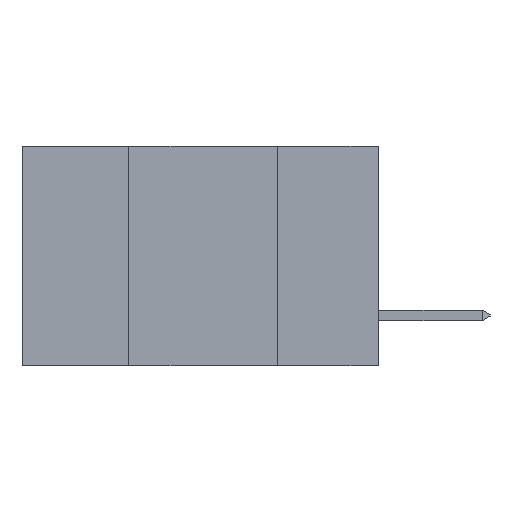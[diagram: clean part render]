
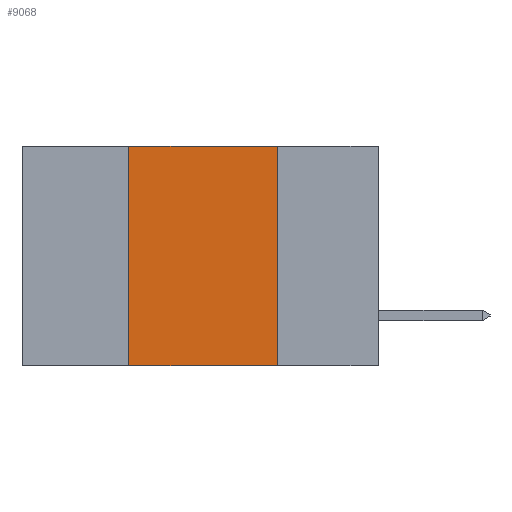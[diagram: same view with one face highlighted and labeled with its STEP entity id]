
A CAD part, left-side view. The second image highlights one B-rep face of the part: STEP entity #9068.
In plain terms, the highlighted planar face has unit normal (-1, 0, 0).
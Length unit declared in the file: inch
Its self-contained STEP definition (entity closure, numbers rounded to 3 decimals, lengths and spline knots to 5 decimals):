
#398 = LINE ( 'NONE', #9735, #8022 ) ;
#769 = VERTEX_POINT ( 'NONE', #1430 ) ;
#822 = ORIENTED_EDGE ( 'NONE', *, *, #5275, .F. ) ;
#1173 = CARTESIAN_POINT ( 'NONE',  ( 0., 0.42, 0. ) ) ;
#1299 = VECTOR ( 'NONE', #7172, 39.37008 ) ;
#1430 = CARTESIAN_POINT ( 'NONE',  ( 0., 0.17, -0.37 ) ) ;
#1580 = PLANE ( 'NONE',  #6919 ) ;
#2024 = VERTEX_POINT ( 'NONE', #1173 ) ;
#2222 = DIRECTION ( 'NONE',  ( 0., -1., 0. ) ) ;
#2378 = DIRECTION ( 'NONE',  ( 0., 0., -1. ) ) ;
#2416 = ORIENTED_EDGE ( 'NONE', *, *, #5622, .F. ) ;
#2428 = LINE ( 'NONE', #7468, #4488 ) ;
#2649 = VECTOR ( 'NONE', #3499, 39.37008 ) ;
#2681 = CARTESIAN_POINT ( 'NONE',  ( 0., 0.17, -0.37 ) ) ;
#3147 = LINE ( 'NONE', #2681, #1299 ) ;
#3462 = CARTESIAN_POINT ( 'NONE',  ( 0., 0.42, -0.37 ) ) ;
#3499 = DIRECTION ( 'NONE',  ( 0., 0., 1. ) ) ;
#3901 = CARTESIAN_POINT ( 'NONE',  ( 0., 0.6, 0. ) ) ;
#4488 = VECTOR ( 'NONE', #2222, 39.37008 ) ;
#4598 = DIRECTION ( 'NONE',  ( 0., -1., 0. ) ) ;
#4612 = ORIENTED_EDGE ( 'NONE', *, *, #8999, .T. ) ;
#5275 = EDGE_CURVE ( 'NONE', #2024, #6666, #2428, .T. ) ;
#5622 = EDGE_CURVE ( 'NONE', #6666, #769, #3147, .T. ) ;
#5648 = EDGE_CURVE ( 'NONE', #6746, #2024, #6659, .T. ) ;
#6659 = LINE ( 'NONE', #3462, #2649 ) ;
#6666 = VERTEX_POINT ( 'NONE', #9194 ) ;
#6746 = VERTEX_POINT ( 'NONE', #7120 ) ;
#6879 = DIRECTION ( 'NONE',  ( 1., 0., 0. ) ) ;
#6919 = AXIS2_PLACEMENT_3D ( 'NONE', #3901, #6879, #2378 ) ;
#7120 = CARTESIAN_POINT ( 'NONE',  ( 0., 0.42, -0.37 ) ) ;
#7172 = DIRECTION ( 'NONE',  ( 0., 0., -1. ) ) ;
#7361 = ORIENTED_EDGE ( 'NONE', *, *, #5648, .F. ) ;
#7468 = CARTESIAN_POINT ( 'NONE',  ( 0., 0.6, 0. ) ) ;
#7677 = EDGE_LOOP ( 'NONE', ( #2416, #822, #7361, #4612 ) ) ;
#8022 = VECTOR ( 'NONE', #4598, 39.37008 ) ;
#8999 = EDGE_CURVE ( 'NONE', #6746, #769, #398, .T. ) ;
#9068 = ADVANCED_FACE ( 'NONE', ( #9474 ), #1580, .F. ) ;
#9194 = CARTESIAN_POINT ( 'NONE',  ( 0., 0.17, 0. ) ) ;
#9474 = FACE_OUTER_BOUND ( 'NONE', #7677, .T. ) ;
#9735 = CARTESIAN_POINT ( 'NONE',  ( 0., 0.6, -0.37 ) ) ;
